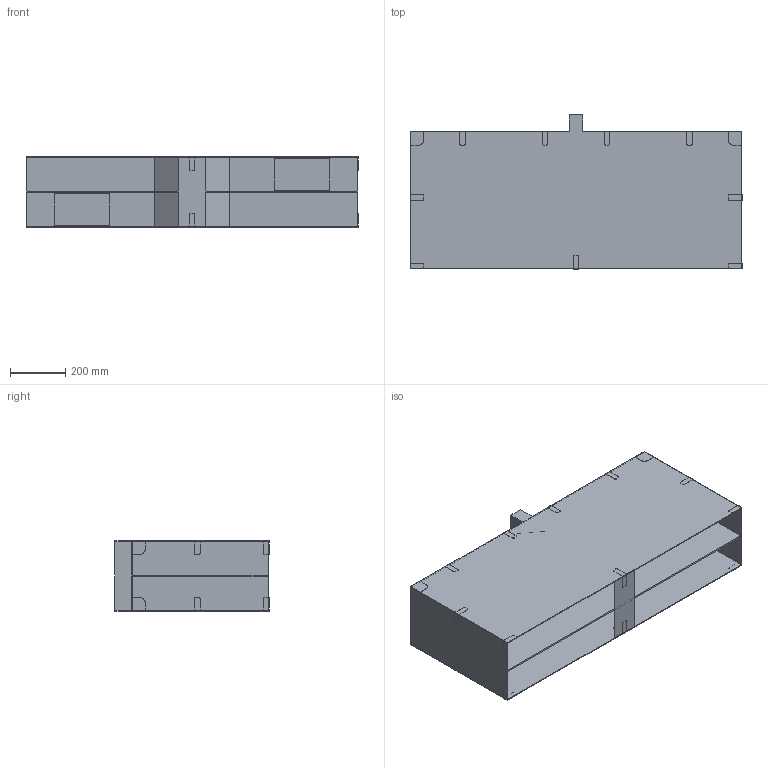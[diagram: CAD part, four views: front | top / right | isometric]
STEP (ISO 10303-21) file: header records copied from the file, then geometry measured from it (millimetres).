
FILE_DESCRIPTION (( 'STEP AP214' ), '1' );
FILE_NAME ('FEng Challenge 008 - Rice Flinging - 3D Model.STEP', '2022-09-20T19:01:36', ( '' ), ( '' ), 'SwSTEP 2.0', 'SolidWorks 2021', '' );
FILE_SCHEMA (( 'AUTOMOTIVE_DESIGN' ));
Length unit declared in the file: millimetre
Products named in the file (1): FEng Challenge 008 - Rice Flinging - 3D Model
Bounding box: 1207.2 x 560.6 x 257.2 mm (x, y, z)
Volume: 22284890.5 mm3; surface area: 5536424.2 mm2
Topology: 33 solids, 33 shells, 497 faces, 1085 edges, 654 vertices
Faces by surface type: plane 353, cylinder 136, bspline 8
Entity records: 16986 total; most frequent: CARTESIAN_POINT 2661, DIRECTION 2305, ORIENTED_EDGE 2170, EDGE_CURVE 1085, LINE 813, VECTOR 813, AXIS2_PLACEMENT_3D 746, VERTEX_POINT 654
